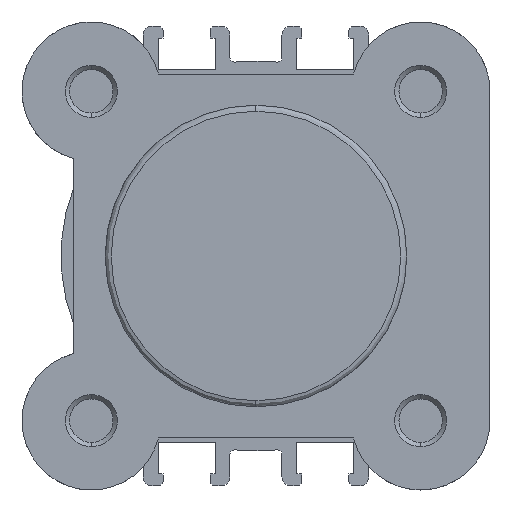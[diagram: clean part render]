
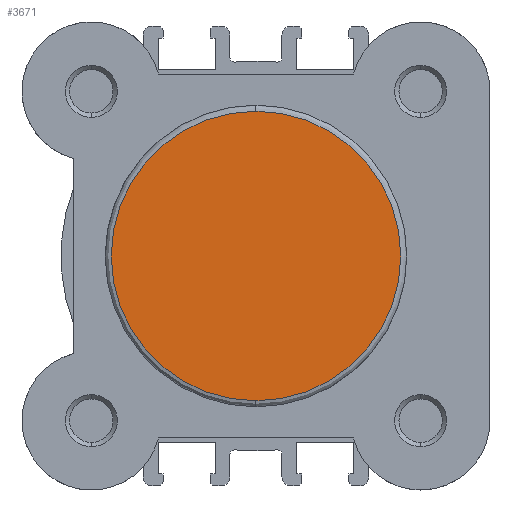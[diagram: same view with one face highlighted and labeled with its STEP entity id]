
A CAD part, left-side view. The second image highlights one B-rep face of the part: STEP entity #3671.
In plain terms, the highlighted planar face has unit normal (-1, 0, 0).
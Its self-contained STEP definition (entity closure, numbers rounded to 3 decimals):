
#193 = ORIENTED_EDGE ( 'NONE', *, *, #5412, .T. ) ;
#239 = ORIENTED_EDGE ( 'NONE', *, *, #5370, .T. ) ;
#675 = AXIS2_PLACEMENT_3D ( 'NONE', #3518, #3521, #3522 ) ;
#1011 = AXIS2_PLACEMENT_3D ( 'NONE', #4400, #4401, #4402 ) ;
#1022 = AXIS2_PLACEMENT_3D ( 'NONE', #4536, #4544, #4545 ) ;
#2203 = VERTEX_POINT ( 'NONE', #3167 ) ;
#2236 = VERTEX_POINT ( 'NONE', #3186 ) ;
#3167 = CARTESIAN_POINT ( 'NONE',  ( 0., 0., 16.7 ) ) ;
#3186 = CARTESIAN_POINT ( 'NONE',  ( 0., 0., -16.7 ) ) ;
#3518 = CARTESIAN_POINT ( 'NONE',  ( 0., -17.4, 0. ) ) ;
#3519 = PLANE ( 'NONE',  #675 ) ;
#3521 = DIRECTION ( 'NONE',  ( -1., 0., 0. ) ) ;
#3522 = DIRECTION ( 'NONE',  ( 0., 0., 1. ) ) ;
#3671 = ADVANCED_FACE ( 'NONE', ( #5746 ), #3519, .T. ) ;
#3958 = CIRCLE ( 'NONE', #1011, 16.7 ) ;
#4002 = CIRCLE ( 'NONE', #1022, 16.7 ) ;
#4400 = CARTESIAN_POINT ( 'NONE',  ( 0., 0., 0. ) ) ;
#4401 = DIRECTION ( 'NONE',  ( -1., 0., 0. ) ) ;
#4402 = DIRECTION ( 'NONE',  ( 0., 0., 1. ) ) ;
#4536 = CARTESIAN_POINT ( 'NONE',  ( 0., 0., 0. ) ) ;
#4544 = DIRECTION ( 'NONE',  ( -1., 0., 0. ) ) ;
#4545 = DIRECTION ( 'NONE',  ( 0., 0., 1. ) ) ;
#5370 = EDGE_CURVE ( 'NONE', #2203, #2236, #3958, .T. ) ;
#5412 = EDGE_CURVE ( 'NONE', #2236, #2203, #4002, .T. ) ;
#5746 = FACE_OUTER_BOUND ( 'NONE', #6834, .T. ) ;
#6834 = EDGE_LOOP ( 'NONE', ( #239, #193 ) ) ;
